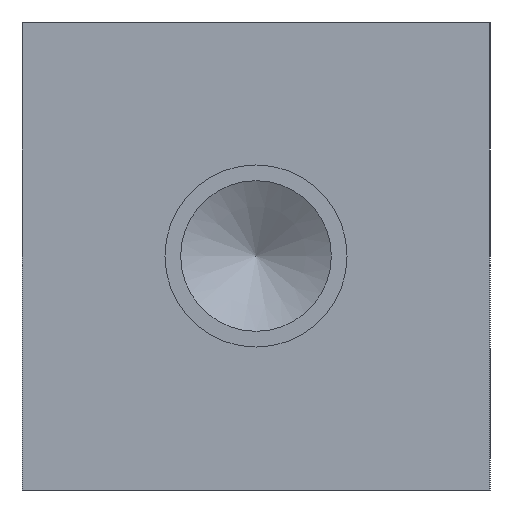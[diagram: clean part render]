
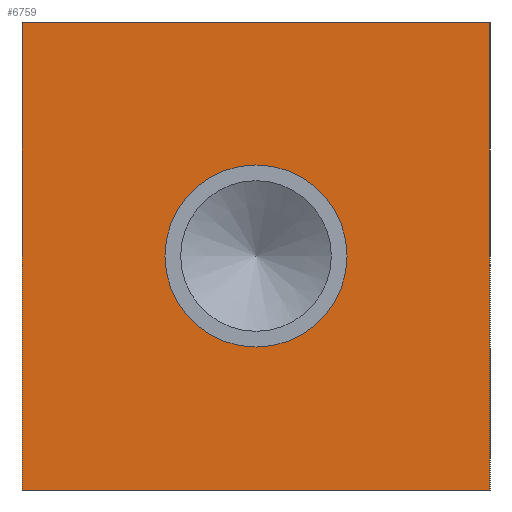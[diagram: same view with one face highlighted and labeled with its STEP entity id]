
A CAD part, left-side view. The second image highlights one B-rep face of the part: STEP entity #6759.
In plain terms, the highlighted planar face has unit normal (-1, 0, 0).
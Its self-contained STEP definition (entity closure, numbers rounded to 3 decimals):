
#90=CIRCLE('',#7071,8.649);
#91=CIRCLE('',#7072,8.649);
#131=FACE_BOUND('',#1078,.T.);
#356=PLANE('',#7074);
#697=FACE_OUTER_BOUND('',#1077,.T.);
#1077=EDGE_LOOP('',(#5996,#5997,#5998,#5999));
#1078=EDGE_LOOP('',(#6000,#6001));
#1361=LINE('',#10395,#2040);
#1762=LINE('',#11469,#2441);
#1763=LINE('',#11470,#2442);
#1764=LINE('',#11471,#2443);
#2040=VECTOR('',#7494,10.);
#2441=VECTOR('',#8345,10.);
#2442=VECTOR('',#8346,10.);
#2443=VECTOR('',#8347,10.);
#2933=VERTEX_POINT('',#10388);
#2936=VERTEX_POINT('',#10393);
#3253=VERTEX_POINT('',#11459);
#3254=VERTEX_POINT('',#11460);
#3255=VERTEX_POINT('',#11467);
#3256=VERTEX_POINT('',#11468);
#3703=EDGE_CURVE('',#2936,#2933,#1361,.T.);
#4171=EDGE_CURVE('',#3253,#3254,#90,.T.);
#4172=EDGE_CURVE('',#3254,#3253,#91,.T.);
#4175=EDGE_CURVE('',#3255,#3256,#1762,.T.);
#4176=EDGE_CURVE('',#3256,#2933,#1763,.T.);
#4177=EDGE_CURVE('',#3255,#2936,#1764,.T.);
#5996=ORIENTED_EDGE('',*,*,#4175,.T.);
#5997=ORIENTED_EDGE('',*,*,#4176,.T.);
#5998=ORIENTED_EDGE('',*,*,#3703,.F.);
#5999=ORIENTED_EDGE('',*,*,#4177,.F.);
#6000=ORIENTED_EDGE('',*,*,#4171,.T.);
#6001=ORIENTED_EDGE('',*,*,#4172,.T.);
#6759=ADVANCED_FACE('',(#697,#131),#356,.T.);
#7071=AXIS2_PLACEMENT_3D('',#11461,#8335,#8336);
#7072=AXIS2_PLACEMENT_3D('',#11462,#8337,#8338);
#7074=AXIS2_PLACEMENT_3D('',#11466,#8343,#8344);
#7494=DIRECTION('',(0.,-1.,0.));
#8335=DIRECTION('center_axis',(1.,0.,0.));
#8336=DIRECTION('ref_axis',(0.,1.,0.));
#8337=DIRECTION('center_axis',(1.,0.,0.));
#8338=DIRECTION('ref_axis',(0.,1.,0.));
#8343=DIRECTION('center_axis',(-1.,0.,0.));
#8344=DIRECTION('ref_axis',(0.,-1.,0.));
#8345=DIRECTION('',(0.,-1.,0.));
#8346=DIRECTION('',(0.,0.,1.));
#8347=DIRECTION('',(0.,0.,1.));
#10388=CARTESIAN_POINT('',(0.,0.,44.45));
#10393=CARTESIAN_POINT('',(0.,44.45,44.45));
#10395=CARTESIAN_POINT('',(0.,44.45,44.45));
#11459=CARTESIAN_POINT('',(0.,30.874,22.225));
#11460=CARTESIAN_POINT('',(0.,13.576,22.225));
#11461=CARTESIAN_POINT('Origin',(0.,22.225,22.225));
#11462=CARTESIAN_POINT('Origin',(0.,22.225,22.225));
#11466=CARTESIAN_POINT('Origin',(0.,44.45,0.));
#11467=CARTESIAN_POINT('',(0.,44.45,0.));
#11468=CARTESIAN_POINT('',(0.,0.,0.));
#11469=CARTESIAN_POINT('',(0.,44.45,0.));
#11470=CARTESIAN_POINT('',(0.,0.,0.));
#11471=CARTESIAN_POINT('',(0.,44.45,0.));
